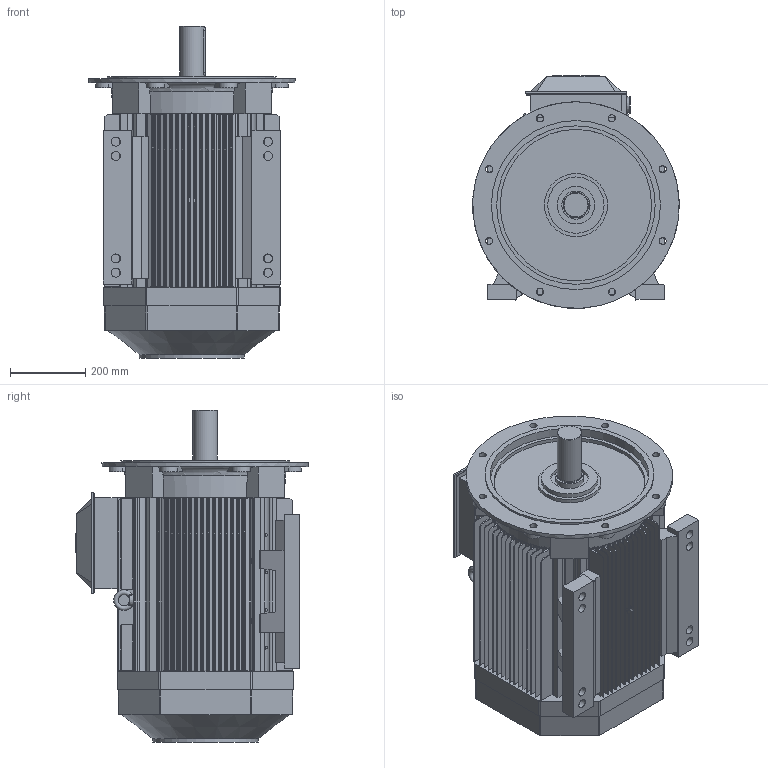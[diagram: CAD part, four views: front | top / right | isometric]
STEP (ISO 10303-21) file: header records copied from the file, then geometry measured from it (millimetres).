
FILE_DESCRIPTION((''),'2;1');
FILE_NAME('M2AA IE2 250 4-8P B35.stp','2015-07-02T13:20:21',('sejotaa1'),(''),'Autodesk Inventor 2011','Autodesk Inventor 2011','');
FILE_SCHEMA(('AUTOMOTIVE_DESIGN { 1 0 10303 214 1 1 1 1 }'));
Length unit declared in the file: millimetre
Products named in the file (1): M2AA IE2 250 4-8P B35
Bounding box: 549.48 x 619.17 x 884 mm (x, y, z)
Volume: 131964870.9 mm3; surface area: 10634113 mm2
Topology: 24 solids, 72 shells, 2338 faces, 6260 edges, 4140 vertices
Faces by surface type: plane 1194, cylinder 962, bspline 78, cone 56, torus 48
Full cylindrical faces by diameter (mm): 3.3 x8, 5.5 x8, 11 x2, 12 x4, 16 x4, 19 x16, 20 x2, 24 x16, 34 x2, 40 x6, 44.942 x2, 47 x2, 59 x2, 62 x2, 64.4 x4, 65 x6, 74.4 x2, 75 x2, 76 x2, 86 x2, 90 x2, 90.1 x2, 100 x2, 150 x2, 168 x2, 280.294 x2, 403 x2, 410 x2, 418 x4, 422 x2
Entity records: 82634 total; most frequent: CARTESIAN_POINT 21067, DIRECTION 12464, ORIENTED_EDGE 11952, EDGE_CURVE 6036, AXIS2_PLACEMENT_3D 4549, VERTEX_POINT 4114, VECTOR 3366, LINE 3366
